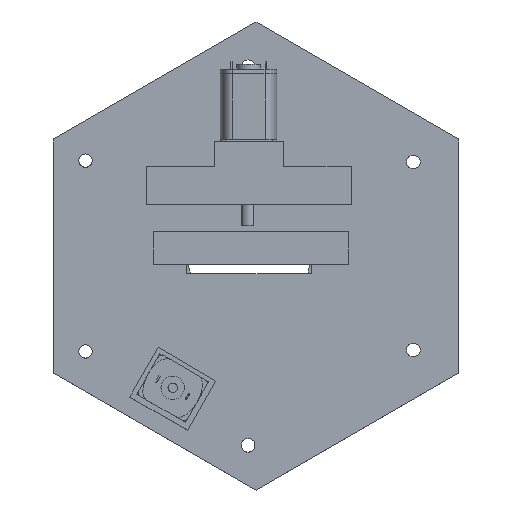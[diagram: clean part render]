
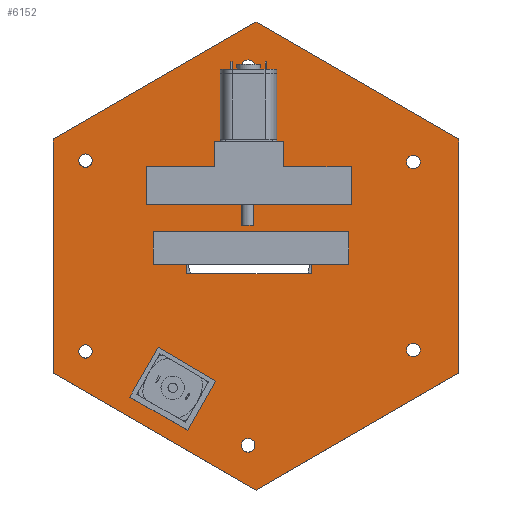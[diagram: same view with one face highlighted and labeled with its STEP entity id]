
A CAD part, top view. The second image highlights one B-rep face of the part: STEP entity #6152.
In plain terms, the highlighted planar face has unit normal (0, 0, 1).
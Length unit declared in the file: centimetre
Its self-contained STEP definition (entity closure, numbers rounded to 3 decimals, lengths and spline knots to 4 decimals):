
#312=CIRCLE('',#6716,0.1449);
#313=CIRCLE('',#6717,0.1445);
#314=CIRCLE('',#6718,0.145);
#315=CIRCLE('',#6719,0.1453);
#316=CIRCLE('',#6720,0.1451);
#317=CIRCLE('',#6721,0.1451);
#605=FACE_BOUND('',#1138,.T.);
#606=FACE_BOUND('',#1139,.T.);
#607=FACE_BOUND('',#1140,.T.);
#608=FACE_BOUND('',#1141,.T.);
#609=FACE_BOUND('',#1142,.T.);
#610=FACE_BOUND('',#1143,.T.);
#611=FACE_BOUND('',#1144,.T.);
#612=FACE_BOUND('',#1145,.T.);
#613=FACE_BOUND('',#1146,.T.);
#735=FACE_OUTER_BOUND('',#1137,.T.);
#1137=EDGE_LOOP('',(#4209,#4210,#4211,#4212,#4213,#4214));
#1138=EDGE_LOOP('',(#4215,#4216,#4217,#4218));
#1139=EDGE_LOOP('',(#4219));
#1140=EDGE_LOOP('',(#4220));
#1141=EDGE_LOOP('',(#4221));
#1142=EDGE_LOOP('',(#4222));
#1143=EDGE_LOOP('',(#4223));
#1144=EDGE_LOOP('',(#4224));
#1145=EDGE_LOOP('',(#4225,#4226,#4227,#4228,#4229,#4230,#4231,#4232));
#1146=EDGE_LOOP('',(#4233,#4234,#4235,#4236));
#1662=LINE('',#9467,#2209);
#1666=LINE('',#9475,#2213);
#1669=LINE('',#9481,#2216);
#1672=LINE('',#9486,#2219);
#1674=LINE('',#9492,#2221);
#1675=LINE('',#9494,#2222);
#1676=LINE('',#9496,#2223);
#1677=LINE('',#9498,#2224);
#1678=LINE('',#9500,#2225);
#1679=LINE('',#9501,#2226);
#1680=LINE('',#9504,#2227);
#1681=LINE('',#9506,#2228);
#1682=LINE('',#9508,#2229);
#1683=LINE('',#9509,#2230);
#1684=LINE('',#9524,#2231);
#1685=LINE('',#9526,#2232);
#1686=LINE('',#9528,#2233);
#1687=LINE('',#9530,#2234);
#1688=LINE('',#9532,#2235);
#1689=LINE('',#9534,#2236);
#1690=LINE('',#9536,#2237);
#1691=LINE('',#9537,#2238);
#2209=VECTOR('',#7459,0.1);
#2213=VECTOR('',#7465,0.1);
#2216=VECTOR('',#7470,0.1);
#2219=VECTOR('',#7475,0.1);
#2221=VECTOR('',#7481,0.1);
#2222=VECTOR('',#7482,0.1);
#2223=VECTOR('',#7483,0.1);
#2224=VECTOR('',#7484,0.1);
#2225=VECTOR('',#7485,0.1);
#2226=VECTOR('',#7486,0.1);
#2227=VECTOR('',#7487,0.1);
#2228=VECTOR('',#7488,0.1);
#2229=VECTOR('',#7489,0.1);
#2230=VECTOR('',#7490,0.1);
#2231=VECTOR('',#7503,0.1);
#2232=VECTOR('',#7504,0.1);
#2233=VECTOR('',#7505,0.1);
#2234=VECTOR('',#7506,0.1);
#2235=VECTOR('',#7507,0.1);
#2236=VECTOR('',#7508,0.1);
#2237=VECTOR('',#7509,0.1);
#2238=VECTOR('',#7510,0.1);
#2752=VERTEX_POINT('',#9465);
#2753=VERTEX_POINT('',#9466);
#2756=VERTEX_POINT('',#9474);
#2758=VERTEX_POINT('',#9480);
#2760=VERTEX_POINT('',#9490);
#2761=VERTEX_POINT('',#9491);
#2762=VERTEX_POINT('',#9493);
#2763=VERTEX_POINT('',#9495);
#2764=VERTEX_POINT('',#9497);
#2765=VERTEX_POINT('',#9499);
#2766=VERTEX_POINT('',#9502);
#2767=VERTEX_POINT('',#9503);
#2768=VERTEX_POINT('',#9505);
#2769=VERTEX_POINT('',#9507);
#2770=VERTEX_POINT('',#9510);
#2771=VERTEX_POINT('',#9512);
#2772=VERTEX_POINT('',#9514);
#2773=VERTEX_POINT('',#9516);
#2774=VERTEX_POINT('',#9518);
#2775=VERTEX_POINT('',#9520);
#2776=VERTEX_POINT('',#9522);
#2777=VERTEX_POINT('',#9523);
#2778=VERTEX_POINT('',#9525);
#2779=VERTEX_POINT('',#9527);
#2780=VERTEX_POINT('',#9529);
#2781=VERTEX_POINT('',#9531);
#2782=VERTEX_POINT('',#9533);
#2783=VERTEX_POINT('',#9535);
#3326=EDGE_CURVE('',#2752,#2753,#1662,.T.);
#3330=EDGE_CURVE('',#2753,#2756,#1666,.T.);
#3333=EDGE_CURVE('',#2756,#2758,#1669,.T.);
#3336=EDGE_CURVE('',#2758,#2752,#1672,.T.);
#3338=EDGE_CURVE('',#2760,#2761,#1674,.T.);
#3339=EDGE_CURVE('',#2761,#2762,#1675,.T.);
#3340=EDGE_CURVE('',#2762,#2763,#1676,.T.);
#3341=EDGE_CURVE('',#2763,#2764,#1677,.T.);
#3342=EDGE_CURVE('',#2764,#2765,#1678,.T.);
#3343=EDGE_CURVE('',#2765,#2760,#1679,.T.);
#3344=EDGE_CURVE('',#2766,#2767,#1680,.T.);
#3345=EDGE_CURVE('',#2767,#2768,#1681,.T.);
#3346=EDGE_CURVE('',#2768,#2769,#1682,.T.);
#3347=EDGE_CURVE('',#2769,#2766,#1683,.T.);
#3348=EDGE_CURVE('',#2770,#2770,#312,.T.);
#3349=EDGE_CURVE('',#2771,#2771,#313,.T.);
#3350=EDGE_CURVE('',#2772,#2772,#314,.T.);
#3351=EDGE_CURVE('',#2773,#2773,#315,.T.);
#3352=EDGE_CURVE('',#2774,#2774,#316,.T.);
#3353=EDGE_CURVE('',#2775,#2775,#317,.T.);
#3354=EDGE_CURVE('',#2776,#2777,#1684,.T.);
#3355=EDGE_CURVE('',#2777,#2778,#1685,.T.);
#3356=EDGE_CURVE('',#2778,#2779,#1686,.T.);
#3357=EDGE_CURVE('',#2779,#2780,#1687,.T.);
#3358=EDGE_CURVE('',#2780,#2781,#1688,.T.);
#3359=EDGE_CURVE('',#2781,#2782,#1689,.T.);
#3360=EDGE_CURVE('',#2782,#2783,#1690,.T.);
#3361=EDGE_CURVE('',#2783,#2776,#1691,.T.);
#4209=ORIENTED_EDGE('',*,*,#3338,.T.);
#4210=ORIENTED_EDGE('',*,*,#3339,.T.);
#4211=ORIENTED_EDGE('',*,*,#3340,.T.);
#4212=ORIENTED_EDGE('',*,*,#3341,.T.);
#4213=ORIENTED_EDGE('',*,*,#3342,.T.);
#4214=ORIENTED_EDGE('',*,*,#3343,.T.);
#4215=ORIENTED_EDGE('',*,*,#3344,.T.);
#4216=ORIENTED_EDGE('',*,*,#3345,.T.);
#4217=ORIENTED_EDGE('',*,*,#3346,.T.);
#4218=ORIENTED_EDGE('',*,*,#3347,.T.);
#4219=ORIENTED_EDGE('',*,*,#3348,.T.);
#4220=ORIENTED_EDGE('',*,*,#3349,.T.);
#4221=ORIENTED_EDGE('',*,*,#3350,.T.);
#4222=ORIENTED_EDGE('',*,*,#3351,.T.);
#4223=ORIENTED_EDGE('',*,*,#3352,.T.);
#4224=ORIENTED_EDGE('',*,*,#3353,.T.);
#4225=ORIENTED_EDGE('',*,*,#3354,.T.);
#4226=ORIENTED_EDGE('',*,*,#3355,.T.);
#4227=ORIENTED_EDGE('',*,*,#3356,.T.);
#4228=ORIENTED_EDGE('',*,*,#3357,.T.);
#4229=ORIENTED_EDGE('',*,*,#3358,.T.);
#4230=ORIENTED_EDGE('',*,*,#3359,.T.);
#4231=ORIENTED_EDGE('',*,*,#3360,.T.);
#4232=ORIENTED_EDGE('',*,*,#3361,.T.);
#4233=ORIENTED_EDGE('',*,*,#3326,.T.);
#4234=ORIENTED_EDGE('',*,*,#3330,.T.);
#4235=ORIENTED_EDGE('',*,*,#3333,.T.);
#4236=ORIENTED_EDGE('',*,*,#3336,.T.);
#5888=PLANE('',#6715);
#6152=ADVANCED_FACE('',(#735,#605,#606,#607,#608,#609,#610,#611,#612,#613),
#5888,.T.);
#6715=AXIS2_PLACEMENT_3D('',#9489,#7479,#7480);
#6716=AXIS2_PLACEMENT_3D('',#9511,#7491,#7492);
#6717=AXIS2_PLACEMENT_3D('',#9513,#7493,#7494);
#6718=AXIS2_PLACEMENT_3D('',#9515,#7495,#7496);
#6719=AXIS2_PLACEMENT_3D('',#9517,#7497,#7498);
#6720=AXIS2_PLACEMENT_3D('',#9519,#7499,#7500);
#6721=AXIS2_PLACEMENT_3D('',#9521,#7501,#7502);
#7459=DIRECTION('',(-0.496,-0.868,0.));
#7465=DIRECTION('',(-0.868,0.496,0.));
#7470=DIRECTION('',(0.496,0.868,0.));
#7475=DIRECTION('',(0.862,-0.508,0.));
#7479=DIRECTION('center_axis',(0.,0.,1.));
#7480=DIRECTION('ref_axis',(1.,0.,0.));
#7481=DIRECTION('',(-0.866,0.5,0.));
#7482=DIRECTION('',(-0.866,-0.5,0.));
#7483=DIRECTION('',(0.,-1.,0.));
#7484=DIRECTION('',(0.866,-0.5,0.));
#7485=DIRECTION('',(0.866,0.5,0.));
#7486=DIRECTION('',(0.,1.,0.));
#7487=DIRECTION('',(0.,-1.,0.));
#7488=DIRECTION('',(-1.,0.,0.));
#7489=DIRECTION('',(0.,1.,0.));
#7490=DIRECTION('',(1.,0.,0.));
#7491=DIRECTION('center_axis',(0.,0.,-1.));
#7492=DIRECTION('ref_axis',(-1.,0.,0.));
#7493=DIRECTION('center_axis',(0.,0.,-1.));
#7494=DIRECTION('ref_axis',(-1.,0.,0.));
#7495=DIRECTION('center_axis',(0.,0.,-1.));
#7496=DIRECTION('ref_axis',(-1.,0.,0.));
#7497=DIRECTION('center_axis',(0.,0.,-1.));
#7498=DIRECTION('ref_axis',(-1.,0.,0.));
#7499=DIRECTION('center_axis',(0.,0.,-1.));
#7500=DIRECTION('ref_axis',(-1.,0.,0.));
#7501=DIRECTION('center_axis',(0.,0.,-1.));
#7502=DIRECTION('ref_axis',(-1.,0.,0.));
#7503=DIRECTION('',(0.,1.,0.));
#7504=DIRECTION('',(1.,0.,0.));
#7505=DIRECTION('',(0.,-1.,0.));
#7506=DIRECTION('',(1.,0.,0.));
#7507=DIRECTION('',(0.,-1.,0.));
#7508=DIRECTION('',(-1.,0.,0.));
#7509=DIRECTION('',(0.,1.,0.));
#7510=DIRECTION('',(1.,0.,0.));
#9465=CARTESIAN_POINT('',(-0.8633,42.1702,2.));
#9466=CARTESIAN_POINT('',(-1.4595,41.1269,2.));
#9467=CARTESIAN_POINT('',(-0.4811,42.8392,2.));
#9474=CARTESIAN_POINT('',(-2.6892,41.8295,2.));
#9475=CARTESIAN_POINT('',(-2.3231,41.6203,2.));
#9480=CARTESIAN_POINT('',(-2.0836,42.8893,2.));
#9481=CARTESIAN_POINT('',(-1.4079,44.0717,2.));
#9486=CARTESIAN_POINT('',(-1.1258,42.3249,2.));
#9489=CARTESIAN_POINT('Origin',(0.,44.8357,2.));
#9490=CARTESIAN_POINT('',(4.3143,47.3266,2.));
#9491=CARTESIAN_POINT('',(0.,49.8174,2.));
#9492=CARTESIAN_POINT('',(4.3143,47.3266,2.));
#9493=CARTESIAN_POINT('',(-4.3143,47.3266,2.));
#9494=CARTESIAN_POINT('',(0.,49.8174,2.));
#9495=CARTESIAN_POINT('',(-4.3143,42.3448,2.));
#9496=CARTESIAN_POINT('',(-4.3143,47.3266,2.));
#9497=CARTESIAN_POINT('',(0.,39.854,2.));
#9498=CARTESIAN_POINT('',(-4.3143,42.3448,2.));
#9499=CARTESIAN_POINT('',(4.3143,42.3448,2.));
#9500=CARTESIAN_POINT('',(0.,39.854,2.));
#9501=CARTESIAN_POINT('',(4.3143,42.3448,2.));
#9502=CARTESIAN_POINT('',(1.1736,45.2113,2.));
#9503=CARTESIAN_POINT('',(1.1736,44.4622,2.));
#9504=CARTESIAN_POINT('',(1.1736,45.0235,2.));
#9505=CARTESIAN_POINT('',(-1.4724,44.4622,2.));
#9506=CARTESIAN_POINT('',(0.5868,44.4622,2.));
#9507=CARTESIAN_POINT('',(-1.4724,45.2113,2.));
#9508=CARTESIAN_POINT('',(-1.4724,44.649,2.));
#9509=CARTESIAN_POINT('',(-0.7362,45.2113,2.));
#9510=CARTESIAN_POINT('',(-0.0225,40.8043,2.));
#9511=CARTESIAN_POINT('Origin',(-0.1674,40.8043,2.));
#9512=CARTESIAN_POINT('',(-0.0222,48.8659,2.));
#9513=CARTESIAN_POINT('Origin',(-0.1667,48.8659,2.));
#9514=CARTESIAN_POINT('',(3.495,46.8357,2.));
#9515=CARTESIAN_POINT('Origin',(3.35,46.8357,2.));
#9516=CARTESIAN_POINT('',(-3.4863,46.863,2.));
#9517=CARTESIAN_POINT('Origin',(-3.6316,46.863,2.));
#9518=CARTESIAN_POINT('',(3.4953,42.8358,2.));
#9519=CARTESIAN_POINT('Origin',(3.3502,42.8358,2.));
#9520=CARTESIAN_POINT('',(-3.4867,42.8007,2.));
#9521=CARTESIAN_POINT('Origin',(-3.6319,42.8007,2.));
#9522=CARTESIAN_POINT('',(-0.8883,46.7357,2.));
#9523=CARTESIAN_POINT('',(-0.8883,47.2804,2.));
#9524=CARTESIAN_POINT('',(-0.8883,46.0581,2.));
#9525=CARTESIAN_POINT('',(0.5833,47.2804,2.));
#9526=CARTESIAN_POINT('',(0.2917,47.2804,2.));
#9527=CARTESIAN_POINT('',(0.5833,46.7357,2.));
#9528=CARTESIAN_POINT('',(0.5833,45.7857,2.));
#9529=CARTESIAN_POINT('',(2.03,46.7357,2.));
#9530=CARTESIAN_POINT('',(1.015,46.7357,2.));
#9531=CARTESIAN_POINT('',(2.03,45.9357,2.));
#9532=CARTESIAN_POINT('',(2.03,45.3857,2.));
#9533=CARTESIAN_POINT('',(-2.33,45.9357,2.));
#9534=CARTESIAN_POINT('',(-1.165,45.9357,2.));
#9535=CARTESIAN_POINT('',(-2.33,46.7357,2.));
#9536=CARTESIAN_POINT('',(-2.33,45.7857,2.));
#9537=CARTESIAN_POINT('',(-0.4441,46.7357,2.));
